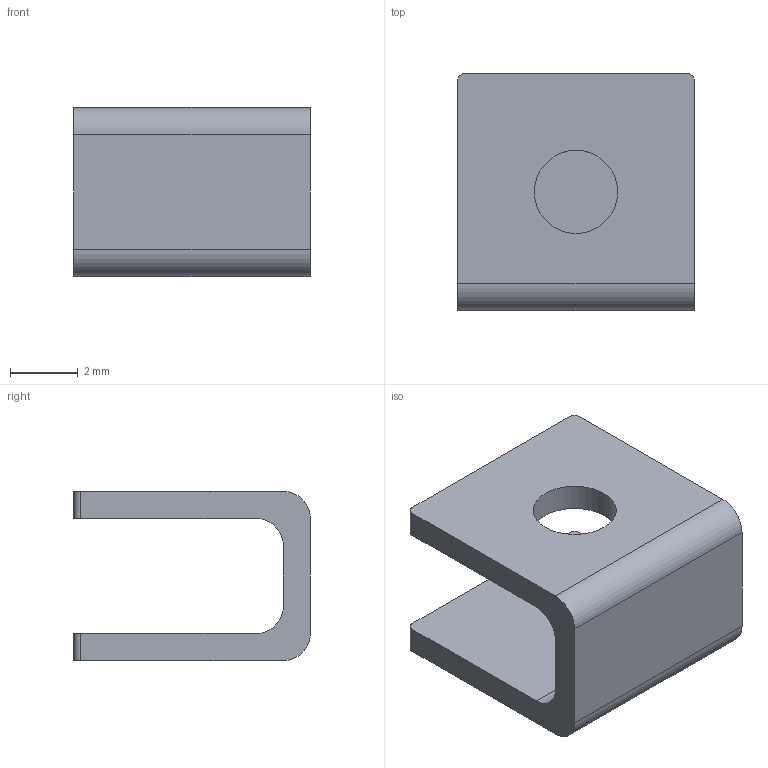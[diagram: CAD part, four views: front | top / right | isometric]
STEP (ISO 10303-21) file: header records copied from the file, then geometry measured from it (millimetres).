
FILE_DESCRIPTION(/* description */ (''),/* implementation_level */ '2;1');
FILE_NAME(/* name */ 'PV-3.stp',/* time_stamp */ '2021-06-04T06:46:46+09:00',/* author */ ('smco5'),/* organization */ (''),/* preprocessor_version */ 'ST-DEVELOPER v17.2',/* originating_system */ 'Autodesk Inventor 2019',/* authorisation */ '');
FILE_SCHEMA (('AUTOMOTIVE_DESIGN { 1 0 10303 214 3 1 1 }'));
Length unit declared in the file: millimetre
Products named in the file (1): PV-3
Bounding box: 7 x 7 x 5 mm (x, y, z)
Volume: 93.6 mm3; surface area: 269.4 mm2
Topology: 1 solids, 1 shells, 19 faces, 52 edges, 35 vertices
Faces by surface type: plane 10, cylinder 9
Full cylindrical faces by diameter (mm): 2.459 x1
Entity records: 658 total; most frequent: DIRECTION 111, CARTESIAN_POINT 107, ORIENTED_EDGE 104, EDGE_CURVE 52, AXIS2_PLACEMENT_3D 39, VERTEX_POINT 35, LINE 33, VECTOR 33
